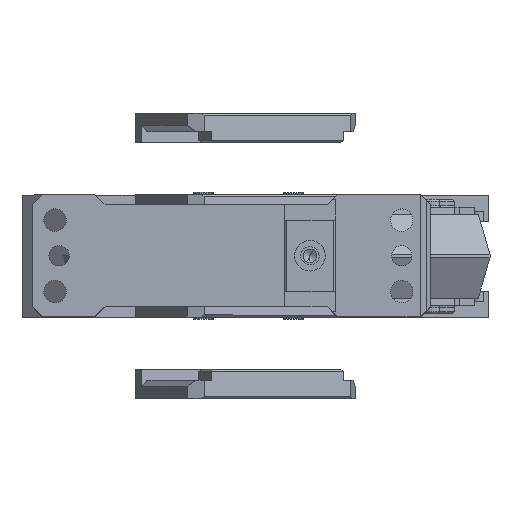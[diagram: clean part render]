
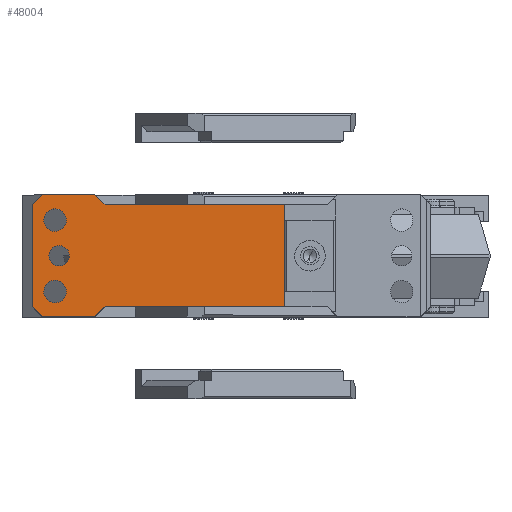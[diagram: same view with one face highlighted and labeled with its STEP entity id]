
A CAD part, top view. The second image highlights one B-rep face of the part: STEP entity #48004.
In plain terms, the highlighted planar face has unit normal (0, 0, 1).
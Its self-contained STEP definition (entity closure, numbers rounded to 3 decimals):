
#47929=AXIS2_PLACEMENT_3D('Plane Axis2P3D',#47926,#47927,#47928) ;
#47952=AXIS2_PLACEMENT_3D('Circle Axis2P3D',#47950,#47951,$) ;
#47961=AXIS2_PLACEMENT_3D('Circle Axis2P3D',#47959,#47960,$) ;
#47970=AXIS2_PLACEMENT_3D('Circle Axis2P3D',#47968,#47969,$) ;
#47979=AXIS2_PLACEMENT_3D('Circle Axis2P3D',#47977,#47978,$) ;
#47988=AXIS2_PLACEMENT_3D('Circle Axis2P3D',#47986,#47987,$) ;
#47997=AXIS2_PLACEMENT_3D('Circle Axis2P3D',#47995,#47996,$) ;
#44597=CARTESIAN_POINT('Vertex',(78.5,-25.,155.)) ;
#44600=CARTESIAN_POINT('Line Origine',(34.5,-25.,155.)) ;
#44604=CARTESIAN_POINT('Vertex',(-9.5,-25.,155.)) ;
#45002=CARTESIAN_POINT('Vertex',(-9.5,25.,155.)) ;
#45007=CARTESIAN_POINT('Line Origine',(34.5,25.,155.)) ;
#45011=CARTESIAN_POINT('Vertex',(78.5,25.,155.)) ;
#45439=CARTESIAN_POINT('Line Origine',(-12.,-27.5,155.)) ;
#45443=CARTESIAN_POINT('Vertex',(-14.5,-30.,155.)) ;
#45479=CARTESIAN_POINT('Line Origine',(78.5,-21.25,155.)) ;
#45483=CARTESIAN_POINT('Vertex',(78.5,-17.5,155.)) ;
#45491=CARTESIAN_POINT('Line Origine',(78.5,21.25,155.)) ;
#45495=CARTESIAN_POINT('Vertex',(78.5,17.5,155.)) ;
#46003=CARTESIAN_POINT('Vertex',(-14.5,30.,155.)) ;
#46006=CARTESIAN_POINT('Line Origine',(-12.,27.5,155.)) ;
#46367=CARTESIAN_POINT('Line Origine',(-27.25,-30.,155.)) ;
#46371=CARTESIAN_POINT('Vertex',(-40.,-30.,155.)) ;
#46453=CARTESIAN_POINT('Line Origine',(-42.5,-27.5,155.)) ;
#46457=CARTESIAN_POINT('Vertex',(-45.,-25.,155.)) ;
#46491=CARTESIAN_POINT('Line Origine',(-45.,0.,155.)) ;
#46495=CARTESIAN_POINT('Vertex',(-45.,25.,155.)) ;
#46522=CARTESIAN_POINT('Line Origine',(-42.5,27.5,155.)) ;
#46526=CARTESIAN_POINT('Vertex',(-40.,30.,155.)) ;
#46553=CARTESIAN_POINT('Line Origine',(-27.25,30.,155.)) ;
#47926=CARTESIAN_POINT('Axis2P3D Location',(148.,0.,155.)) ;
#47931=CARTESIAN_POINT('Line Origine',(78.5,0.,155.)) ;
#47950=CARTESIAN_POINT('Axis2P3D Location',(-34.,17.5,155.)) ;
#47954=CARTESIAN_POINT('Vertex',(-29.173,20.137,155.)) ;
#47956=CARTESIAN_POINT('Vertex',(-38.827,14.863,155.)) ;
#47959=CARTESIAN_POINT('Axis2P3D Location',(-34.,17.5,155.)) ;
#47968=CARTESIAN_POINT('Axis2P3D Location',(-34.,-17.5,155.)) ;
#47972=CARTESIAN_POINT('Vertex',(-29.173,-14.863,155.)) ;
#47974=CARTESIAN_POINT('Vertex',(-38.827,-20.137,155.)) ;
#47977=CARTESIAN_POINT('Axis2P3D Location',(-34.,-17.5,155.)) ;
#47986=CARTESIAN_POINT('Axis2P3D Location',(-32.,0.,155.)) ;
#47990=CARTESIAN_POINT('Vertex',(-27.612,2.397,155.)) ;
#47992=CARTESIAN_POINT('Vertex',(-36.388,-2.397,155.)) ;
#47995=CARTESIAN_POINT('Axis2P3D Location',(-32.,0.,155.)) ;
#44601=DIRECTION('Vector Direction',(1.,0.,0.)) ;
#45008=DIRECTION('Vector Direction',(1.,0.,0.)) ;
#45440=DIRECTION('Vector Direction',(-0.707,-0.707,0.)) ;
#45480=DIRECTION('Vector Direction',(0.,1.,0.)) ;
#45492=DIRECTION('Vector Direction',(0.,1.,0.)) ;
#46007=DIRECTION('Vector Direction',(-0.707,0.707,0.)) ;
#46368=DIRECTION('Vector Direction',(-1.,0.,0.)) ;
#46454=DIRECTION('Vector Direction',(0.707,-0.707,0.)) ;
#46492=DIRECTION('Vector Direction',(0.,1.,0.)) ;
#46523=DIRECTION('Vector Direction',(0.707,0.707,0.)) ;
#46554=DIRECTION('Vector Direction',(-1.,0.,0.)) ;
#47927=DIRECTION('Axis2P3D Direction',(0.,0.,-1.)) ;
#47928=DIRECTION('Axis2P3D XDirection',(-1.,0.,0.)) ;
#47932=DIRECTION('Vector Direction',(0.,1.,0.)) ;
#47951=DIRECTION('Axis2P3D Direction',(0.,0.,-1.)) ;
#47960=DIRECTION('Axis2P3D Direction',(0.,0.,-1.)) ;
#47969=DIRECTION('Axis2P3D Direction',(0.,0.,-1.)) ;
#47978=DIRECTION('Axis2P3D Direction',(0.,0.,-1.)) ;
#47987=DIRECTION('Axis2P3D Direction',(0.,0.,-1.)) ;
#47996=DIRECTION('Axis2P3D Direction',(0.,0.,-1.)) ;
#44602=VECTOR('Line Direction',#44601,1.) ;
#45009=VECTOR('Line Direction',#45008,1.) ;
#45441=VECTOR('Line Direction',#45440,1.) ;
#45481=VECTOR('Line Direction',#45480,1.) ;
#45493=VECTOR('Line Direction',#45492,1.) ;
#46008=VECTOR('Line Direction',#46007,1.) ;
#46369=VECTOR('Line Direction',#46368,1.) ;
#46455=VECTOR('Line Direction',#46454,1.) ;
#46493=VECTOR('Line Direction',#46492,1.) ;
#46524=VECTOR('Line Direction',#46523,1.) ;
#46555=VECTOR('Line Direction',#46554,1.) ;
#47933=VECTOR('Line Direction',#47932,1.) ;
#47937=ORIENTED_EDGE('',*,*,#45485,.T.) ;
#47938=ORIENTED_EDGE('',*,*,#47935,.T.) ;
#47939=ORIENTED_EDGE('',*,*,#45497,.T.) ;
#47940=ORIENTED_EDGE('',*,*,#45013,.T.) ;
#47941=ORIENTED_EDGE('',*,*,#46010,.T.) ;
#47942=ORIENTED_EDGE('',*,*,#46557,.T.) ;
#47943=ORIENTED_EDGE('',*,*,#46528,.F.) ;
#47944=ORIENTED_EDGE('',*,*,#46497,.T.) ;
#47945=ORIENTED_EDGE('',*,*,#46459,.T.) ;
#47946=ORIENTED_EDGE('',*,*,#46373,.F.) ;
#47947=ORIENTED_EDGE('',*,*,#45445,.F.) ;
#47948=ORIENTED_EDGE('',*,*,#44606,.F.) ;
#47965=ORIENTED_EDGE('',*,*,#47958,.T.) ;
#47966=ORIENTED_EDGE('',*,*,#47963,.T.) ;
#47983=ORIENTED_EDGE('',*,*,#47976,.T.) ;
#47984=ORIENTED_EDGE('',*,*,#47981,.T.) ;
#48001=ORIENTED_EDGE('',*,*,#47994,.T.) ;
#48002=ORIENTED_EDGE('',*,*,#47999,.T.) ;
#47967=FACE_BOUND('',#47964,.T.) ;
#47985=FACE_BOUND('',#47982,.T.) ;
#48003=FACE_BOUND('',#48000,.T.) ;
#48004=ADVANCED_FACE('CAM_BASE',(#47949,#47967,#47985,#48003),#47930,.F.) ;
#47953=CIRCLE('generated circle',#47952,5.5) ;
#47962=CIRCLE('generated circle',#47961,5.5) ;
#47971=CIRCLE('generated circle',#47970,5.5) ;
#47980=CIRCLE('generated circle',#47979,5.5) ;
#47989=CIRCLE('generated circle',#47988,5.) ;
#47998=CIRCLE('generated circle',#47997,5.) ;
#44606=EDGE_CURVE('',#44598,#44605,#44603,.F.) ;
#45013=EDGE_CURVE('',#45012,#45003,#45010,.F.) ;
#45445=EDGE_CURVE('',#44605,#45444,#45442,.T.) ;
#45485=EDGE_CURVE('',#44598,#45484,#45482,.T.) ;
#45497=EDGE_CURVE('',#45496,#45012,#45494,.T.) ;
#46010=EDGE_CURVE('',#45003,#46004,#46009,.T.) ;
#46373=EDGE_CURVE('',#45444,#46372,#46370,.T.) ;
#46459=EDGE_CURVE('',#46458,#46372,#46456,.T.) ;
#46497=EDGE_CURVE('',#46496,#46458,#46494,.F.) ;
#46528=EDGE_CURVE('',#46496,#46527,#46525,.T.) ;
#46557=EDGE_CURVE('',#46004,#46527,#46556,.T.) ;
#47935=EDGE_CURVE('',#45484,#45496,#47934,.T.) ;
#47958=EDGE_CURVE('',#47955,#47957,#47953,.T.) ;
#47963=EDGE_CURVE('',#47957,#47955,#47962,.T.) ;
#47976=EDGE_CURVE('',#47973,#47975,#47971,.T.) ;
#47981=EDGE_CURVE('',#47975,#47973,#47980,.T.) ;
#47994=EDGE_CURVE('',#47991,#47993,#47989,.T.) ;
#47999=EDGE_CURVE('',#47993,#47991,#47998,.T.) ;
#47936=EDGE_LOOP('',(#47937,#47938,#47939,#47940,#47941,#47942,#47943,#47944,#47945,#47946,#47947,#47948)) ;
#47964=EDGE_LOOP('',(#47965,#47966)) ;
#47982=EDGE_LOOP('',(#47983,#47984)) ;
#48000=EDGE_LOOP('',(#48001,#48002)) ;
#47949=FACE_OUTER_BOUND('',#47936,.T.) ;
#44603=LINE('Line',#44600,#44602) ;
#45010=LINE('Line',#45007,#45009) ;
#45442=LINE('Line',#45439,#45441) ;
#45482=LINE('Line',#45479,#45481) ;
#45494=LINE('Line',#45491,#45493) ;
#46009=LINE('Line',#46006,#46008) ;
#46370=LINE('Line',#46367,#46369) ;
#46456=LINE('Line',#46453,#46455) ;
#46494=LINE('Line',#46491,#46493) ;
#46525=LINE('Line',#46522,#46524) ;
#46556=LINE('Line',#46553,#46555) ;
#47934=LINE('Line',#47931,#47933) ;
#47930=PLANE('',#47929) ;
#44598=VERTEX_POINT('',#44597) ;
#44605=VERTEX_POINT('',#44604) ;
#45003=VERTEX_POINT('',#45002) ;
#45012=VERTEX_POINT('',#45011) ;
#45444=VERTEX_POINT('',#45443) ;
#45484=VERTEX_POINT('',#45483) ;
#45496=VERTEX_POINT('',#45495) ;
#46004=VERTEX_POINT('',#46003) ;
#46372=VERTEX_POINT('',#46371) ;
#46458=VERTEX_POINT('',#46457) ;
#46496=VERTEX_POINT('',#46495) ;
#46527=VERTEX_POINT('',#46526) ;
#47955=VERTEX_POINT('',#47954) ;
#47957=VERTEX_POINT('',#47956) ;
#47973=VERTEX_POINT('',#47972) ;
#47975=VERTEX_POINT('',#47974) ;
#47991=VERTEX_POINT('',#47990) ;
#47993=VERTEX_POINT('',#47992) ;
